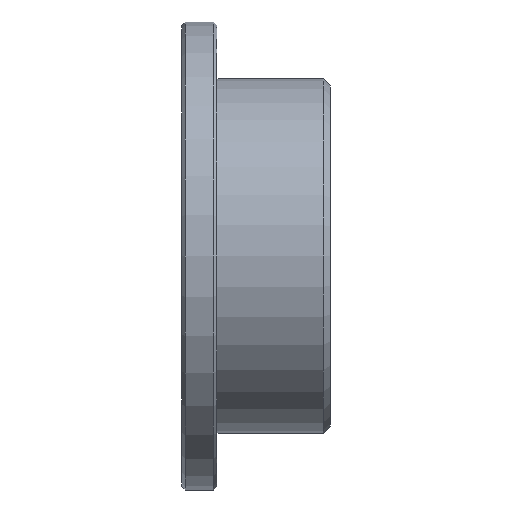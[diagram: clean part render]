
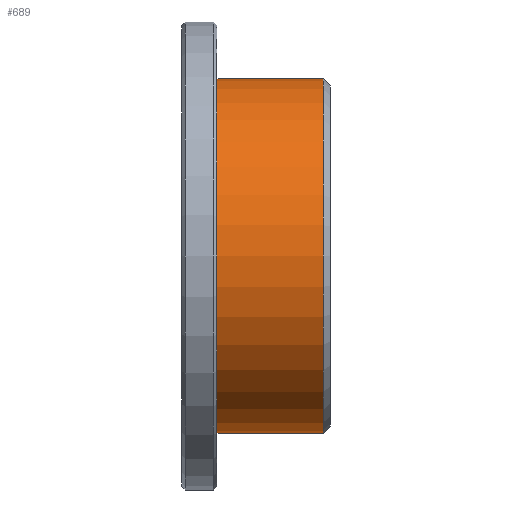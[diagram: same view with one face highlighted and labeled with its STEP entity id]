
A CAD part, front view. The second image highlights one B-rep face of the part: STEP entity #689.
In plain terms, the highlighted cylindrical face has radius 24.995 mm (diameter 49.99 mm), a partial arc.
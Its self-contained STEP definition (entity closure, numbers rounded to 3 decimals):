
#91 = DIRECTION ( 'NONE',  ( 0., 0., 1. ) ) ;
#116 = EDGE_CURVE ( 'NONE', #1003, #3197, #594, .T. ) ;
#201 = CARTESIAN_POINT ( 'NONE',  ( 5., 0., -24.995 ) ) ;
#355 = VERTEX_POINT ( 'NONE', #1134 ) ;
#532 = CIRCLE ( 'NONE', #655, 24.995 ) ;
#533 = AXIS2_PLACEMENT_3D ( 'NONE', #2048, #639, #1229 ) ;
#541 = EDGE_CURVE ( 'NONE', #3197, #355, #829, .T. ) ;
#589 = VECTOR ( 'NONE', #3666, 1000. ) ;
#594 = LINE ( 'NONE', #2037, #884 ) ;
#639 = DIRECTION ( 'NONE',  ( -1., 0., 0. ) ) ;
#655 = AXIS2_PLACEMENT_3D ( 'NONE', #664, #2788, #2691 ) ;
#664 = CARTESIAN_POINT ( 'NONE',  ( 20., 0., 0. ) ) ;
#689 = ADVANCED_FACE ( 'NONE', ( #2432 ), #1828, .T. ) ;
#829 = CIRCLE ( 'NONE', #533, 24.995 ) ;
#884 = VECTOR ( 'NONE', #1512, 1000. ) ;
#936 = VERTEX_POINT ( 'NONE', #1387 ) ;
#992 = DIRECTION ( 'NONE',  ( -1., 0., 0. ) ) ;
#999 = EDGE_CURVE ( 'NONE', #936, #355, #3127, .T. ) ;
#1003 = VERTEX_POINT ( 'NONE', #3439 ) ;
#1100 = ORIENTED_EDGE ( 'NONE', *, *, #1578, .T. ) ;
#1134 = CARTESIAN_POINT ( 'NONE',  ( 5., 0., 24.995 ) ) ;
#1179 = EDGE_LOOP ( 'NONE', ( #2088, #1100, #3685, #3238 ) ) ;
#1229 = DIRECTION ( 'NONE',  ( 0., 0., 1. ) ) ;
#1387 = CARTESIAN_POINT ( 'NONE',  ( 20., 0., 24.995 ) ) ;
#1512 = DIRECTION ( 'NONE',  ( -1., 0., 0. ) ) ;
#1578 = EDGE_CURVE ( 'NONE', #1003, #936, #532, .T. ) ;
#1674 = CARTESIAN_POINT ( 'NONE',  ( 21., 0., 24.995 ) ) ;
#1828 = CYLINDRICAL_SURFACE ( 'NONE', #2524, 24.995 ) ;
#2037 = CARTESIAN_POINT ( 'NONE',  ( 21., 0., -24.995 ) ) ;
#2048 = CARTESIAN_POINT ( 'NONE',  ( 5., 0., 0. ) ) ;
#2088 = ORIENTED_EDGE ( 'NONE', *, *, #116, .F. ) ;
#2412 = CARTESIAN_POINT ( 'NONE',  ( 21., 0., 0. ) ) ;
#2432 = FACE_OUTER_BOUND ( 'NONE', #1179, .T. ) ;
#2524 = AXIS2_PLACEMENT_3D ( 'NONE', #2412, #992, #91 ) ;
#2691 = DIRECTION ( 'NONE',  ( 0., 0., -1. ) ) ;
#2788 = DIRECTION ( 'NONE',  ( -1., 0., 0. ) ) ;
#3127 = LINE ( 'NONE', #1674, #589 ) ;
#3197 = VERTEX_POINT ( 'NONE', #201 ) ;
#3238 = ORIENTED_EDGE ( 'NONE', *, *, #541, .F. ) ;
#3439 = CARTESIAN_POINT ( 'NONE',  ( 20., 0., -24.995 ) ) ;
#3666 = DIRECTION ( 'NONE',  ( -1., 0., 0. ) ) ;
#3685 = ORIENTED_EDGE ( 'NONE', *, *, #999, .T. ) ;
